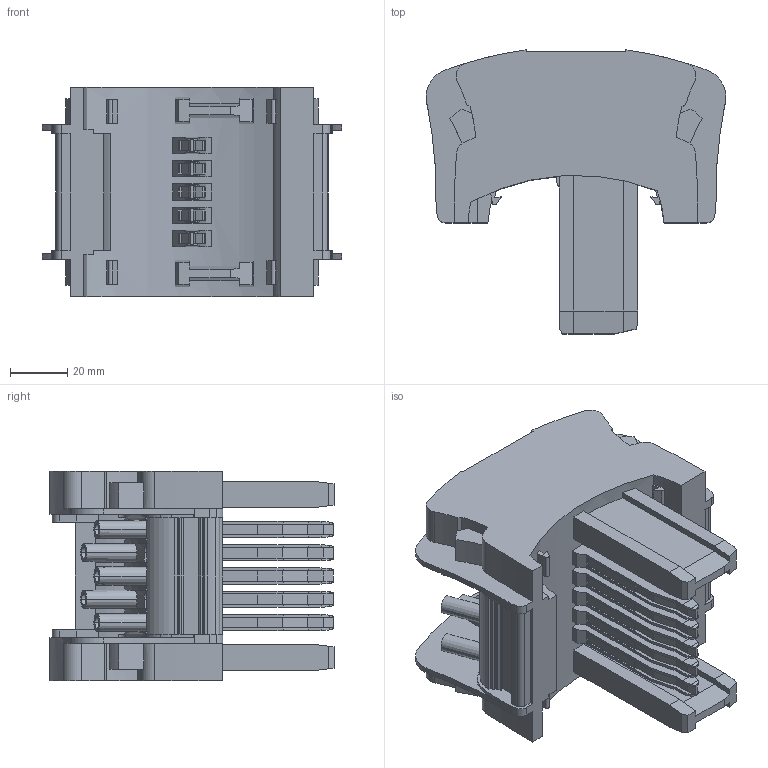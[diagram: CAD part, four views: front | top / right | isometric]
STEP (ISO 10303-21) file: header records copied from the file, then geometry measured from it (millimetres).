
FILE_DESCRIPTION(('SolidDesigner STEP Export'),'2;1');
FILE_NAME('3069260_FTPC_4_1-select.stp','2017-02-03T14:22:04',(''),(''),'Creo Elements/Direct Modeling STEP processor for AP214 (Solid Model)','Creo Elements/Direct Modeling 18.1G 27-Feb-2015 (C) Parametric Technology GmbH','');
FILE_SCHEMA(('AUTOMOTIVE_DESIGN { 1 0 10303 214 1 1 1 1 }'));
Length unit declared in the file: millimetre
Products named in the file (1): 3069260_FTPC_4_1-select
Bounding box: 104.9 x 99.46 x 73.35 mm (x, y, z)
Volume: 261573 mm3; surface area: 68182.9 mm2
Topology: 1 solids, 1 shells, 860 faces, 2453 edges, 1629 vertices
Faces by surface type: plane 602, cylinder 238, cone 20
Entity records: 43853 total; most frequent: CARTESIAN_POINT 14827, ORIENTED_EDGE 4906, DIRECTION 4281, EDGE_CURVE 2453, VERTEX_POINT 1629, VECTOR 1621, LINE 1621, AXIS2_PLACEMENT_3D 1330
